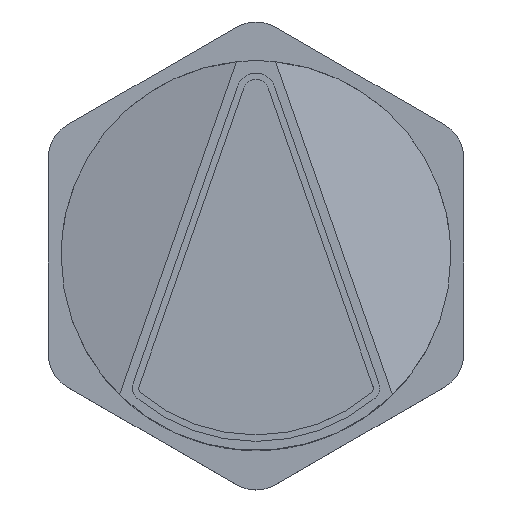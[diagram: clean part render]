
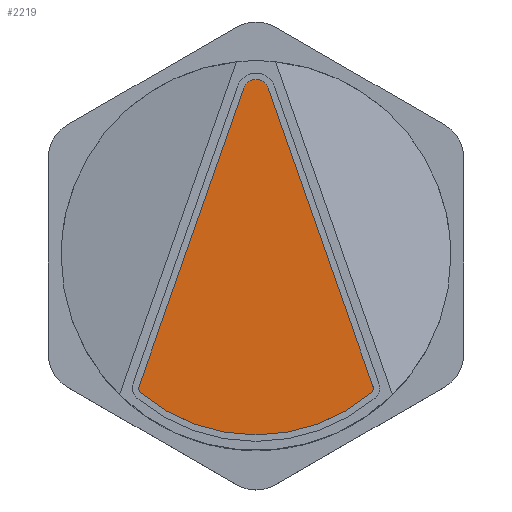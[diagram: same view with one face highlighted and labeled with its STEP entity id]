
A CAD part, top view. The second image highlights one B-rep face of the part: STEP entity #2219.
In plain terms, the highlighted planar face has unit normal (0, 0, 1).
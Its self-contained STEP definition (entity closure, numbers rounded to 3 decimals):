
#8 = EDGE_CURVE ( 'NONE', #3737, #2438, #526, .T. ) ;
#249 = CARTESIAN_POINT ( 'NONE',  ( 8.994, -10.045, 11.3 ) ) ;
#333 = AXIS2_PLACEMENT_3D ( 'NONE', #844, #4006, #4074 ) ;
#336 = DIRECTION ( 'NONE',  ( -1., 0., 0. ) ) ;
#526 = LINE ( 'NONE', #1465, #6396 ) ;
#694 = CARTESIAN_POINT ( 'NONE',  ( 0., 0., 11.3 ) ) ;
#727 = CARTESIAN_POINT ( 'NONE',  ( -8.994, -10.045, 11.3 ) ) ;
#768 = DIRECTION ( 'NONE',  ( 0., 0., 1. ) ) ;
#773 = DIRECTION ( 'NONE',  ( -0.331, -0.944, 0. ) ) ;
#788 = CARTESIAN_POINT ( 'NONE',  ( 0., 12.556, 11.3 ) ) ;
#844 = CARTESIAN_POINT ( 'NONE',  ( -8.522, -10.211, 11.3 ) ) ;
#896 = DIRECTION ( 'NONE',  ( 0., 0., 1. ) ) ;
#1112 = CIRCLE ( 'NONE', #4162, 0.5 ) ;
#1149 = VERTEX_POINT ( 'NONE', #6526 ) ;
#1181 = CIRCLE ( 'NONE', #6068, 13.8 ) ;
#1191 = ORIENTED_EDGE ( 'NONE', *, *, #1196, .T. ) ;
#1196 = EDGE_CURVE ( 'NONE', #6496, #6048, #1181, .T. ) ;
#1403 = CARTESIAN_POINT ( 'NONE',  ( 8.522, -10.211, 11.3 ) ) ;
#1465 = CARTESIAN_POINT ( 'NONE',  ( 8.994, -10.045, 11.3 ) ) ;
#1466 = LINE ( 'NONE', #2333, #2394 ) ;
#1889 = PLANE ( 'NONE',  #4835 ) ;
#2016 = CARTESIAN_POINT ( 'NONE',  ( 8.843, -10.595, 11.3 ) ) ;
#2120 = EDGE_CURVE ( 'NONE', #1149, #3623, #1466, .T. ) ;
#2219 = ADVANCED_FACE ( 'NONE', ( #4107 ), #1889, .F. ) ;
#2333 = CARTESIAN_POINT ( 'NONE',  ( -8.994, -10.045, 11.3 ) ) ;
#2394 = VECTOR ( 'NONE', #773, 1000. ) ;
#2438 = VERTEX_POINT ( 'NONE', #5315 ) ;
#2455 = AXIS2_PLACEMENT_3D ( 'NONE', #2975, #6814, #5740 ) ;
#2831 = DIRECTION ( 'NONE',  ( 1., 0., 0. ) ) ;
#2895 = ORIENTED_EDGE ( 'NONE', *, *, #3704, .T. ) ;
#2975 = CARTESIAN_POINT ( 'NONE',  ( 8.522, -10.211, 11.3 ) ) ;
#3251 = CIRCLE ( 'NONE', #333, 0.5 ) ;
#3547 = DIRECTION ( 'NONE',  ( -1., 0., 0. ) ) ;
#3616 = CARTESIAN_POINT ( 'NONE',  ( 0., -15., 11.3 ) ) ;
#3623 = VERTEX_POINT ( 'NONE', #727 ) ;
#3704 = EDGE_CURVE ( 'NONE', #3623, #6496, #3251, .T. ) ;
#3737 = VERTEX_POINT ( 'NONE', #249 ) ;
#3848 = DIRECTION ( 'NONE',  ( -1., 0., 0. ) ) ;
#3954 = EDGE_LOOP ( 'NONE', ( #5751, #6905, #2895, #1191, #6398, #6512, #4686 ) ) ;
#4006 = DIRECTION ( 'NONE',  ( 0., 0., 1. ) ) ;
#4035 = DIRECTION ( 'NONE',  ( 0., 0., 1. ) ) ;
#4074 = DIRECTION ( 'NONE',  ( 1., 0., 0. ) ) ;
#4107 = FACE_OUTER_BOUND ( 'NONE', #3954, .T. ) ;
#4162 = AXIS2_PLACEMENT_3D ( 'NONE', #1403, #896, #3547 ) ;
#4686 = ORIENTED_EDGE ( 'NONE', *, *, #8, .T. ) ;
#4835 = AXIS2_PLACEMENT_3D ( 'NONE', #3616, #6365, #336 ) ;
#5315 = CARTESIAN_POINT ( 'NONE',  ( 0.944, 12.887, 11.3 ) ) ;
#5530 = VERTEX_POINT ( 'NONE', #5975 ) ;
#5715 = CARTESIAN_POINT ( 'NONE',  ( -8.843, -10.595, 11.3 ) ) ;
#5740 = DIRECTION ( 'NONE',  ( -1., 0., 0. ) ) ;
#5751 = ORIENTED_EDGE ( 'NONE', *, *, #6316, .T. ) ;
#5855 = DIRECTION ( 'NONE',  ( -0.331, 0.944, 0. ) ) ;
#5874 = CIRCLE ( 'NONE', #2455, 0.5 ) ;
#5885 = EDGE_CURVE ( 'NONE', #6048, #5530, #1112, .T. ) ;
#5975 = CARTESIAN_POINT ( 'NONE',  ( 9.022, -10.211, 11.3 ) ) ;
#5988 = AXIS2_PLACEMENT_3D ( 'NONE', #788, #4035, #3848 ) ;
#6048 = VERTEX_POINT ( 'NONE', #2016 ) ;
#6068 = AXIS2_PLACEMENT_3D ( 'NONE', #694, #768, #2831 ) ;
#6316 = EDGE_CURVE ( 'NONE', #2438, #1149, #6723, .T. ) ;
#6365 = DIRECTION ( 'NONE',  ( 0., 0., -1. ) ) ;
#6396 = VECTOR ( 'NONE', #5855, 1000. ) ;
#6398 = ORIENTED_EDGE ( 'NONE', *, *, #5885, .T. ) ;
#6496 = VERTEX_POINT ( 'NONE', #5715 ) ;
#6509 = EDGE_CURVE ( 'NONE', #5530, #3737, #5874, .T. ) ;
#6512 = ORIENTED_EDGE ( 'NONE', *, *, #6509, .T. ) ;
#6526 = CARTESIAN_POINT ( 'NONE',  ( -0.944, 12.887, 11.3 ) ) ;
#6723 = CIRCLE ( 'NONE', #5988, 1. ) ;
#6814 = DIRECTION ( 'NONE',  ( 0., 0., 1. ) ) ;
#6905 = ORIENTED_EDGE ( 'NONE', *, *, #2120, .T. ) ;
